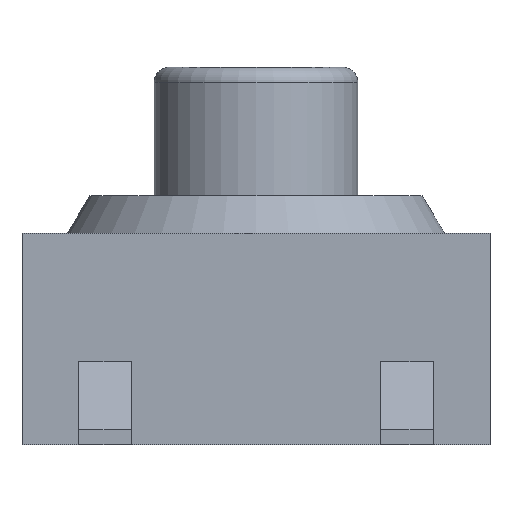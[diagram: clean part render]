
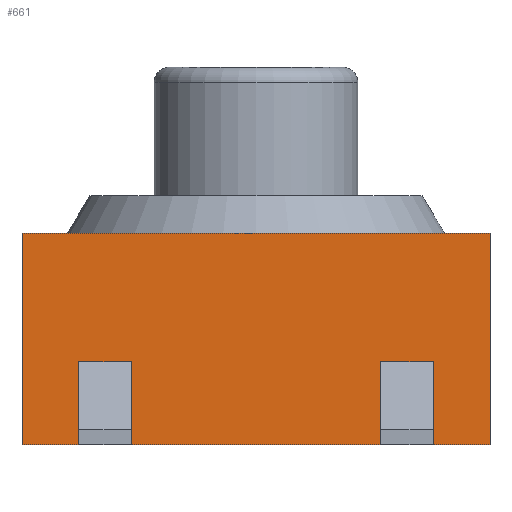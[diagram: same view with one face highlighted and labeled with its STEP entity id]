
A CAD part, front view. The second image highlights one B-rep face of the part: STEP entity #661.
In plain terms, the highlighted planar face has unit normal (0, -1, 0).
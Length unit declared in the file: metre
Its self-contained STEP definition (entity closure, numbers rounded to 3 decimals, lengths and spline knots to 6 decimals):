
#98=ORIENTED_EDGE('',*,*,#240,.F.);
#99=ORIENTED_EDGE('',*,*,#241,.F.);
#100=ORIENTED_EDGE('',*,*,#242,.T.);
#101=ORIENTED_EDGE('',*,*,#243,.T.);
#240=EDGE_CURVE('',#317,#318,#390,.T.);
#241=EDGE_CURVE('',#319,#317,#391,.T.);
#242=EDGE_CURVE('',#319,#320,#392,.T.);
#243=EDGE_CURVE('',#320,#318,#393,.T.);
#317=VERTEX_POINT('',#1043);
#318=VERTEX_POINT('',#1044);
#319=VERTEX_POINT('',#1046);
#320=VERTEX_POINT('',#1048);
#390=LINE('',#1042,#474);
#391=LINE('',#1045,#475);
#392=LINE('',#1047,#476);
#393=LINE('',#1049,#477);
#474=VECTOR('',#853,1.);
#475=VECTOR('',#854,1.);
#476=VECTOR('',#855,1.);
#477=VECTOR('',#856,1.);
#536=EDGE_LOOP('',(#98,#99,#100,#101));
#580=FACE_BOUND('',#536,.T.);
#624=PLANE('',#750);
#661=ADVANCED_FACE('',(#580),#624,.T.);
#750=AXIS2_PLACEMENT_3D('',#1041,#851,#852);
#851=DIRECTION('',(0.,-1.,0.));
#852=DIRECTION('',(1.,0.,0.));
#853=DIRECTION('',(-1.,0.,0.));
#854=DIRECTION('',(0.,0.,-1.));
#855=DIRECTION('',(-1.,0.,0.));
#856=DIRECTION('',(0.,0.,-1.));
#1041=CARTESIAN_POINT('',(0.,-0.0031,0.0028));
#1042=CARTESIAN_POINT('',(0.,-0.0031,0.));
#1043=CARTESIAN_POINT('',(0.0031,-0.0031,0.));
#1044=CARTESIAN_POINT('',(-0.0031,-0.0031,0.));
#1045=CARTESIAN_POINT('',(0.0031,-0.0031,0.0028));
#1046=CARTESIAN_POINT('',(0.0031,-0.0031,0.0028));
#1047=CARTESIAN_POINT('',(0.,-0.0031,0.0028));
#1048=CARTESIAN_POINT('',(-0.0031,-0.0031,0.0028));
#1049=CARTESIAN_POINT('',(-0.0031,-0.0031,0.0028));
